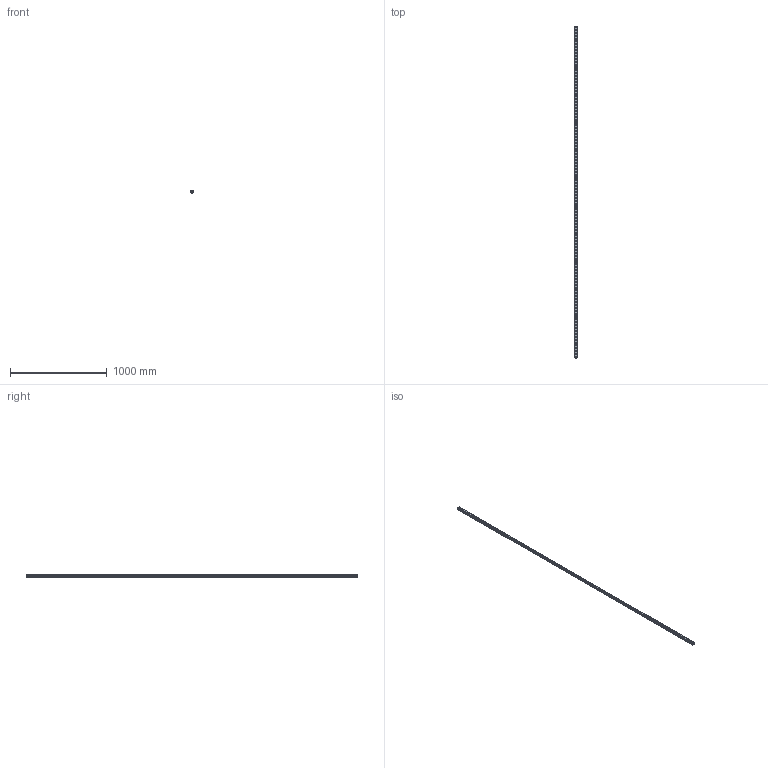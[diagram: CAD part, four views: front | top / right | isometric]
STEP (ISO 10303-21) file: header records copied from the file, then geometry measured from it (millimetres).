
FILE_DESCRIPTION(('STEP AP214'),'1');
FILE_NAME('cctmp_6C277C7C-9646-4116-8B4D-4310BB0F4F71_2021_03_10_12_20_23_0350..stp','2021-03-10T11:20:24',('HIWIN GmbH'),('CADClick - www.CADClick.com'),'Spatial InterOp 3D',' ','unknown authorization');
FILE_SCHEMA(('AUTOMOTIVE_DESIGN'));
Length unit declared in the file: millimetre
Products named in the file (1): RGR25R3440H_FILE
Bounding box: 23 x 3440 x 23.6 mm (x, y, z)
Volume: 1379058.5 mm3; surface area: 426981.9 mm2
Topology: 1 solids, 1 shells, 1152 faces, 2403 edges, 1602 vertices
Faces by surface type: cylinder 708, plane 444
Entity records: 40603 total; most frequent: DIRECTION 6125, CARTESIAN_POINT 5158, ORIENTED_EDGE 4806, AXIS2_PLACEMENT_3D 2569, EDGE_CURVE 2403, VERTEX_POINT 1602, EDGE_LOOP 1501, CIRCLE 1416
